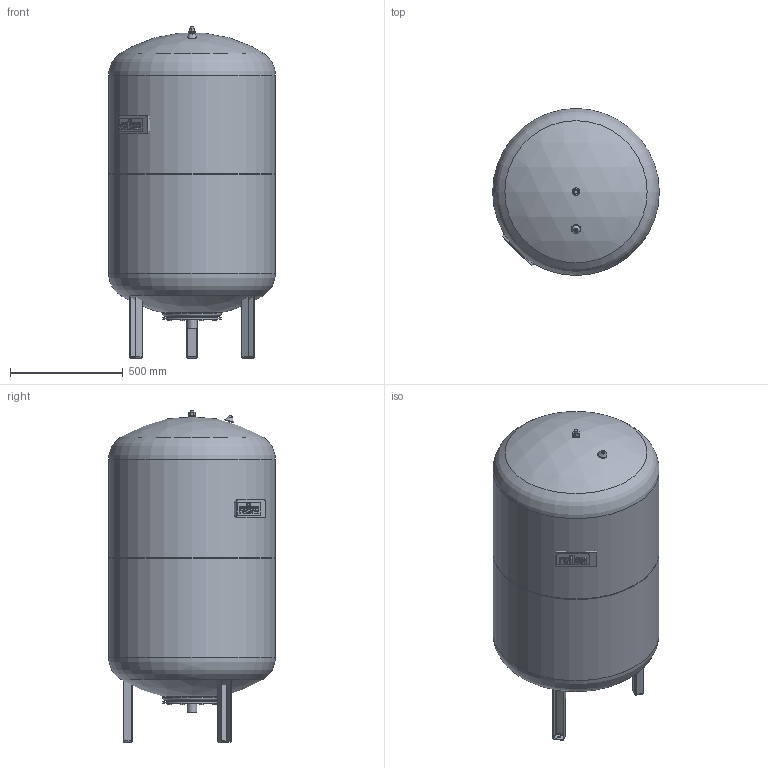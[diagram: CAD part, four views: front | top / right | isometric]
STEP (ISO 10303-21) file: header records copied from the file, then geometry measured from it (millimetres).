
FILE_DESCRIPTION(/* description */ (''),/* implementation_level */ '2;1');
FILE_NAME(/* name */ '3d_RefixDE500_10bar-7306900.stp',/* time_stamp */ '2015-09-17T13:47:23+02:00',/* author */ ('Andrzej'),/* organization */ (''),/* preprocessor_version */ 'ST-DEVELOPER v15.5',/* originating_system */ 'AutoCAD Mechanical',/* authorisation */ '');
FILE_SCHEMA (('AUTOMOTIVE_DESIGN { 1 0 10303 214 3 1 1 }'));
Length unit declared in the file: millimetre
Products named in the file (1): Product
Bounding box: 740 x 740 x 1475 mm (x, y, z)
Volume: 487191947.9 mm3; surface area: 5464246.4 mm2
Topology: 18 solids, 18 shells, 427 faces, 1028 edges, 646 vertices
Faces by surface type: plane 222, cylinder 155, torus 22, cone 14, sphere 14
Full cylindrical faces by diameter (mm): 6 x1, 9 x1, 10 x16, 13.4 x3, 14.1 x1, 16 x2, 17.1 x1, 34 x1, 42.4 x1, 157 x1, 230 x1, 250 x1, 260 x2, 740 x4
Entity records: 11980 total; most frequent: DIRECTION 2160, CARTESIAN_POINT 2006, ORIENTED_EDGE 1888, EDGE_CURVE 944, AXIS2_PLACEMENT_3D 788, VERTEX_POINT 634, LINE 584, VECTOR 584
